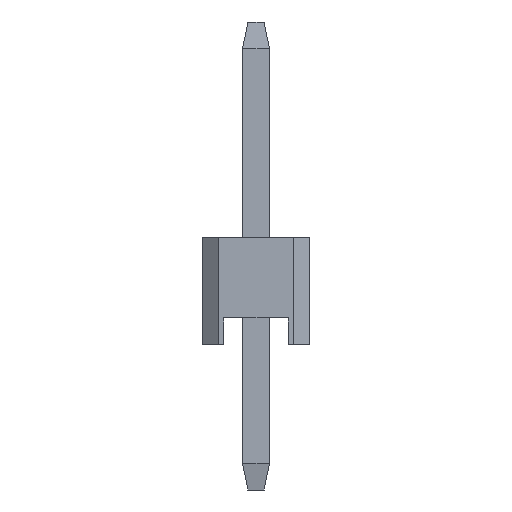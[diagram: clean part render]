
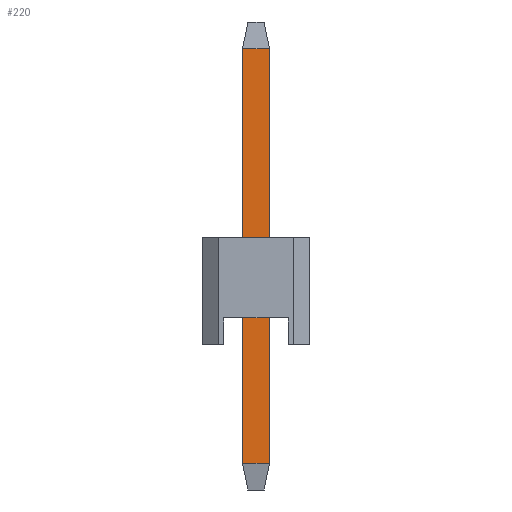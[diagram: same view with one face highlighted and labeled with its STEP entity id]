
A CAD part, left-side view. The second image highlights one B-rep face of the part: STEP entity #220.
In plain terms, the highlighted planar face has unit normal (-1, 0, 0).
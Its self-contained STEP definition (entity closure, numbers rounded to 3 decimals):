
#220=ADVANCED_FACE('',(#618),#5968,.T.);
#618=FACE_OUTER_BOUND('',#1016,.T.);
#1016=EDGE_LOOP('',(#1447,#1448,#1449,#1450));
#1447=ORIENTED_EDGE('',*,*,#3404,.F.);
#1448=ORIENTED_EDGE('',*,*,#3405,.F.);
#1449=ORIENTED_EDGE('',*,*,#3406,.F.);
#1450=ORIENTED_EDGE('',*,*,#3403,.F.);
#3403=EDGE_CURVE('',#5359,#5360,#4381,.T.);
#3404=EDGE_CURVE('',#5361,#5359,#4382,.T.);
#3405=EDGE_CURVE('',#5362,#5361,#4383,.T.);
#3406=EDGE_CURVE('',#5360,#5362,#4384,.T.);
#4381=B_SPLINE_CURVE_WITH_KNOTS('',1,(#7225,#7226),.UNSPECIFIED.,.F.,.F.,
(2,2),(-7.7,0.),.UNSPECIFIED.);
#4382=B_SPLINE_CURVE_WITH_KNOTS('',1,(#7227,#7228),.UNSPECIFIED.,.F.,.F.,
(2,2),(-0.5,0.),.UNSPECIFIED.);
#4383=B_SPLINE_CURVE_WITH_KNOTS('',1,(#7229,#7230),.UNSPECIFIED.,.F.,.F.,
(2,2),(-7.7,0.),.UNSPECIFIED.);
#4384=B_SPLINE_CURVE_WITH_KNOTS('',1,(#7231,#7232),.UNSPECIFIED.,.F.,.F.,
(2,2),(-0.5,0.),.UNSPECIFIED.);
#5359=VERTEX_POINT('',#7205);
#5360=VERTEX_POINT('',#7206);
#5361=VERTEX_POINT('',#7207);
#5362=VERTEX_POINT('',#7208);
#5968=PLANE('',#6386);
#6386=AXIS2_PLACEMENT_3D('',#7188,#6787,$);
#6787=DIRECTION('',(-1.,0.,0.));
#7188=CARTESIAN_POINT('',(-0.25,84.04,6.34));
#7205=CARTESIAN_POINT('',(-0.25,84.75,5.51));
#7206=CARTESIAN_POINT('',(-0.25,84.75,-2.19));
#7207=CARTESIAN_POINT('',(-0.25,85.25,5.51));
#7208=CARTESIAN_POINT('',(-0.25,85.25,-2.19));
#7225=CARTESIAN_POINT('',(-0.25,84.75,5.51));
#7226=CARTESIAN_POINT('',(-0.25,84.75,-2.19));
#7227=CARTESIAN_POINT('',(-0.25,85.25,5.51));
#7228=CARTESIAN_POINT('',(-0.25,84.75,5.51));
#7229=CARTESIAN_POINT('',(-0.25,85.25,-2.19));
#7230=CARTESIAN_POINT('',(-0.25,85.25,5.51));
#7231=CARTESIAN_POINT('',(-0.25,84.75,-2.19));
#7232=CARTESIAN_POINT('',(-0.25,85.25,-2.19));
